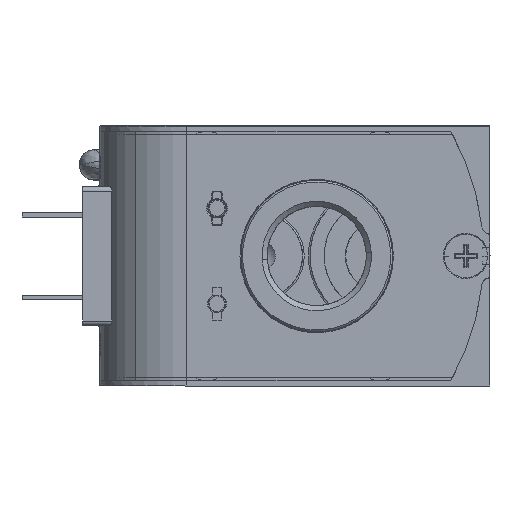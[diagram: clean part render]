
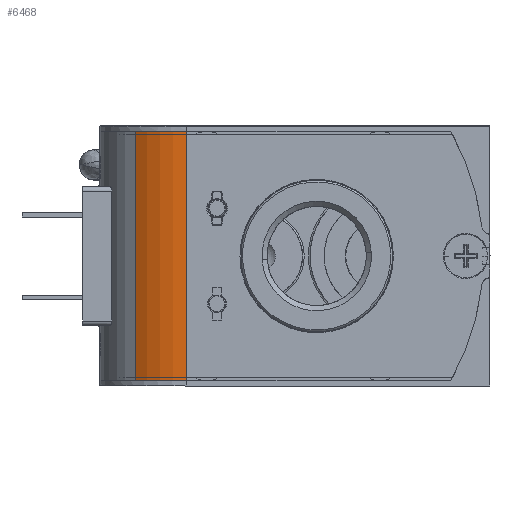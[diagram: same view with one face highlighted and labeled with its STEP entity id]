
A CAD part, left-side view. The second image highlights one B-rep face of the part: STEP entity #6468.
In plain terms, the highlighted cylindrical face has radius 10 mm (diameter 20 mm), a partial arc.
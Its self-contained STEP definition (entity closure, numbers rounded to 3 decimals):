
#6468=ADVANCED_FACE('',(#13317),#13318,.T.);
#13317=FACE_OUTER_BOUND('',#39485,.T.);
#13318=CYLINDRICAL_SURFACE('',#39486,10.);
#39485=EDGE_LOOP('',(#59576,#59577,#59578,#59579));
#39486=AXIS2_PLACEMENT_3D('',#59580,#59581,#59582);
#59576=ORIENTED_EDGE('',*,*,#69016,.T.);
#59577=ORIENTED_EDGE('',*,*,#69017,.T.);
#59578=ORIENTED_EDGE('',*,*,#69018,.F.);
#59579=ORIENTED_EDGE('',*,*,#69009,.F.);
#59580=CARTESIAN_POINT('',(-32.9,2.3,14.));
#59581=DIRECTION('',(0.,0.,-1.0));
#59582=DIRECTION('',(-1.0,0.,0.));
#69009=EDGE_CURVE('',#80231,#80233,#80234,.T.);
#69016=EDGE_CURVE('',#80231,#80245,#80246,.T.);
#69017=EDGE_CURVE('',#80245,#80247,#80248,.T.);
#69018=EDGE_CURVE('',#80233,#80247,#80249,.T.);
#80231=VERTEX_POINT('',#100922);
#80233=VERTEX_POINT('',#100925);
#80234=LINE('',#100926,#100927);
#80245=VERTEX_POINT('',#100941);
#80246=CIRCLE('',#100942,10.0);
#80247=VERTEX_POINT('',#100943);
#80248=LINE('',#100944,#100945);
#80249=CIRCLE('',#100946,10.0);
#100922=CARTESIAN_POINT('',(-42.9,2.3,14.4));
#100925=CARTESIAN_POINT('',(-42.9,2.3,-14.4));
#100926=CARTESIAN_POINT('',(-42.9,2.3,14.));
#100927=VECTOR('',#110306,1000.0);
#100941=CARTESIAN_POINT('',(-40.996,8.17,14.4));
#100942=AXIS2_PLACEMENT_3D('',#110316,#110317,#110318);
#100943=CARTESIAN_POINT('',(-40.996,8.17,-14.4));
#100944=CARTESIAN_POINT('',(-40.996,8.17,14.));
#100945=VECTOR('',#110319,1000.0);
#100946=AXIS2_PLACEMENT_3D('',#110320,#110321,#110322);
#110306=DIRECTION('',(0.,0.,-1.0));
#110316=CARTESIAN_POINT('',(-32.9,2.3,14.4));
#110317=DIRECTION('',(0.,0.,-1.0));
#110318=DIRECTION('',(-1.0,0.,0.));
#110319=DIRECTION('',(0.,0.,-1.0));
#110320=CARTESIAN_POINT('',(-32.9,2.3,-14.4));
#110321=DIRECTION('',(0.,0.,-1.0));
#110322=DIRECTION('',(-1.0,0.,0.));
